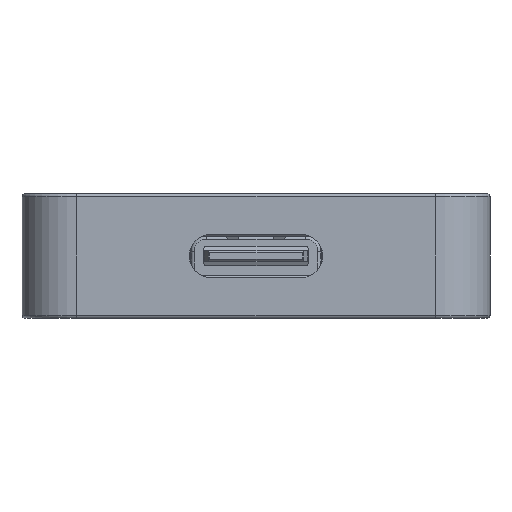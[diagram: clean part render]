
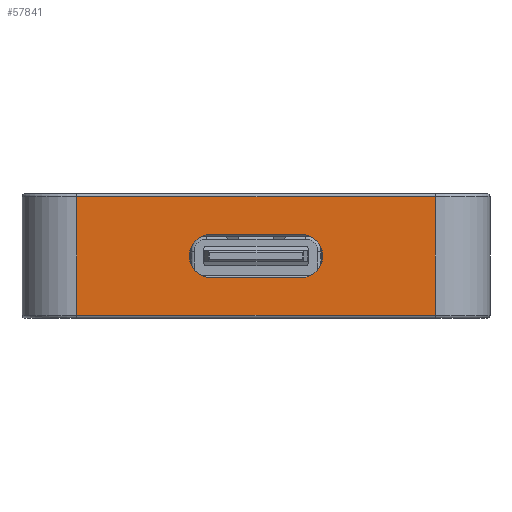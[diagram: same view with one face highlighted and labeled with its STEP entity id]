
A CAD part, front view. The second image highlights one B-rep face of the part: STEP entity #57841.
In plain terms, the highlighted planar face has unit normal (0, -1, 0).
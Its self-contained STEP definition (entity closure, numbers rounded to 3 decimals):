
#1621 = VERTEX_POINT ( 'NONE', #56642 ) ;
#2433 = EDGE_CURVE ( 'NONE', #29661, #21665, #11684, .T. ) ;
#6045 = AXIS2_PLACEMENT_3D ( 'NONE', #53637, #53105, #65659 ) ;
#7817 = DIRECTION ( 'NONE',  ( -1., 0., 0. ) ) ;
#8434 = VECTOR ( 'NONE', #25882, 1000. ) ;
#9707 = VERTEX_POINT ( 'NONE', #74722 ) ;
#10585 = DIRECTION ( 'NONE',  ( 1., 0., 0. ) ) ;
#11664 = CARTESIAN_POINT ( 'NONE',  ( -11.5, -32.5, -7.3 ) ) ;
#11684 = CIRCLE ( 'NONE', #6045, 1.4 ) ;
#11871 = ORIENTED_EDGE ( 'NONE', *, *, #36198, .F. ) ;
#12428 = DIRECTION ( 'NONE',  ( 0., 0., 1. ) ) ;
#13516 = FACE_BOUND ( 'NONE', #45521, .T. ) ;
#15823 = CIRCLE ( 'NONE', #19268, 1.4 ) ;
#17687 = CARTESIAN_POINT ( 'NONE',  ( 11.5, -32.5, -7.3 ) ) ;
#18573 = LINE ( 'NONE', #54563, #73686 ) ;
#19268 = AXIS2_PLACEMENT_3D ( 'NONE', #37054, #44145, #30044 ) ;
#20413 = ORIENTED_EDGE ( 'NONE', *, *, #2433, .T. ) ;
#20631 = VERTEX_POINT ( 'NONE', #51373 ) ;
#20632 = LINE ( 'NONE', #68375, #72966 ) ;
#21536 = LINE ( 'NONE', #55607, #8434 ) ;
#21561 = EDGE_CURVE ( 'NONE', #1621, #21665, #21536, .T. ) ;
#21665 = VERTEX_POINT ( 'NONE', #73917 ) ;
#23586 = VERTEX_POINT ( 'NONE', #42664 ) ;
#25371 = DIRECTION ( 'NONE',  ( -1., 0., 0. ) ) ;
#25882 = DIRECTION ( 'NONE',  ( -1., 0., 0. ) ) ;
#29617 = EDGE_CURVE ( 'NONE', #23586, #9707, #30127, .T. ) ;
#29661 = VERTEX_POINT ( 'NONE', #58807 ) ;
#30044 = DIRECTION ( 'NONE',  ( 0., 0., 1. ) ) ;
#30127 = LINE ( 'NONE', #76656, #48803 ) ;
#30245 = VERTEX_POINT ( 'NONE', #47383 ) ;
#30559 = VECTOR ( 'NONE', #12428, 1000. ) ;
#34451 = ORIENTED_EDGE ( 'NONE', *, *, #38862, .T. ) ;
#34584 = EDGE_CURVE ( 'NONE', #76578, #30245, #20632, .T. ) ;
#36198 = EDGE_CURVE ( 'NONE', #29661, #20631, #18573, .T. ) ;
#37054 = CARTESIAN_POINT ( 'NONE',  ( 2.875, -32.5, -3.5 ) ) ;
#38862 = EDGE_CURVE ( 'NONE', #76578, #9707, #69008, .T. ) ;
#39520 = ORIENTED_EDGE ( 'NONE', *, *, #72385, .T. ) ;
#39980 = VECTOR ( 'NONE', #75315, 1000. ) ;
#40177 = EDGE_LOOP ( 'NONE', ( #49521, #47642, #34451, #45676 ) ) ;
#41864 = ORIENTED_EDGE ( 'NONE', *, *, #21561, .F. ) ;
#42664 = CARTESIAN_POINT ( 'NONE',  ( -11.5, -32.5, 0.3 ) ) ;
#43150 = DIRECTION ( 'NONE',  ( 0., -1., 0. ) ) ;
#44145 = DIRECTION ( 'NONE',  ( 0., 1., 0. ) ) ;
#44435 = DIRECTION ( 'NONE',  ( 1., 0., 0. ) ) ;
#45521 = EDGE_LOOP ( 'NONE', ( #20413, #41864, #39520, #11871 ) ) ;
#45676 = ORIENTED_EDGE ( 'NONE', *, *, #29617, .F. ) ;
#46434 = LINE ( 'NONE', #11664, #30559 ) ;
#47383 = CARTESIAN_POINT ( 'NONE',  ( -11.5, -32.5, -7.3 ) ) ;
#47642 = ORIENTED_EDGE ( 'NONE', *, *, #34584, .F. ) ;
#48284 = AXIS2_PLACEMENT_3D ( 'NONE', #55620, #43150, #25371 ) ;
#48803 = VECTOR ( 'NONE', #10585, 1000. ) ;
#49521 = ORIENTED_EDGE ( 'NONE', *, *, #74805, .F. ) ;
#51373 = CARTESIAN_POINT ( 'NONE',  ( 2.875, -32.5, -4.9 ) ) ;
#53105 = DIRECTION ( 'NONE',  ( 0., 1., 0. ) ) ;
#53637 = CARTESIAN_POINT ( 'NONE',  ( -2.875, -32.5, -3.5 ) ) ;
#54563 = CARTESIAN_POINT ( 'NONE',  ( -2.875, -32.5, -4.9 ) ) ;
#55098 = PLANE ( 'NONE',  #48284 ) ;
#55607 = CARTESIAN_POINT ( 'NONE',  ( 2.875, -32.5, -2.1 ) ) ;
#55620 = CARTESIAN_POINT ( 'NONE',  ( 15., -32.5, 0.5 ) ) ;
#56642 = CARTESIAN_POINT ( 'NONE',  ( 2.875, -32.5, -2.1 ) ) ;
#57841 = ADVANCED_FACE ( 'NONE', ( #76165, #13516 ), #55098, .T. ) ;
#58807 = CARTESIAN_POINT ( 'NONE',  ( -2.875, -32.5, -4.9 ) ) ;
#63258 = CARTESIAN_POINT ( 'NONE',  ( 11.5, -32.5, -7.3 ) ) ;
#65659 = DIRECTION ( 'NONE',  ( 0., 0., -1. ) ) ;
#68375 = CARTESIAN_POINT ( 'NONE',  ( 11.5, -32.5, -7.3 ) ) ;
#69008 = LINE ( 'NONE', #63258, #39980 ) ;
#72385 = EDGE_CURVE ( 'NONE', #1621, #20631, #15823, .T. ) ;
#72966 = VECTOR ( 'NONE', #7817, 1000. ) ;
#73686 = VECTOR ( 'NONE', #44435, 1000. ) ;
#73917 = CARTESIAN_POINT ( 'NONE',  ( -2.875, -32.5, -2.1 ) ) ;
#74722 = CARTESIAN_POINT ( 'NONE',  ( 11.5, -32.5, 0.3 ) ) ;
#74805 = EDGE_CURVE ( 'NONE', #30245, #23586, #46434, .T. ) ;
#75315 = DIRECTION ( 'NONE',  ( 0., 0., 1. ) ) ;
#76165 = FACE_OUTER_BOUND ( 'NONE', #40177, .T. ) ;
#76578 = VERTEX_POINT ( 'NONE', #17687 ) ;
#76656 = CARTESIAN_POINT ( 'NONE',  ( -11.5, -32.5, 0.3 ) ) ;
